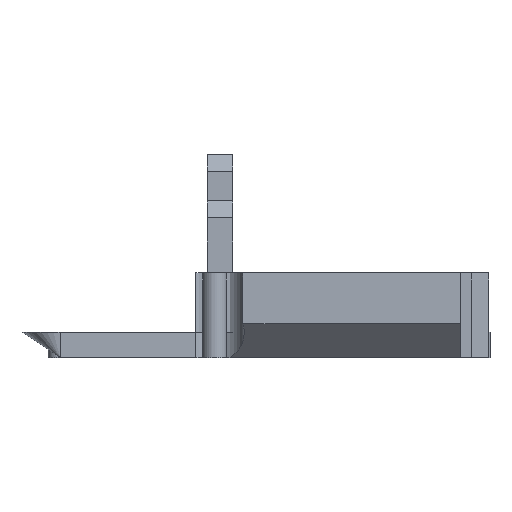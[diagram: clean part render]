
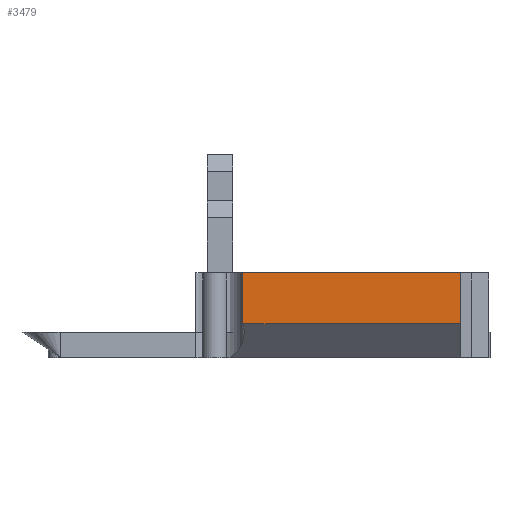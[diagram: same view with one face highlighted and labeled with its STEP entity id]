
A CAD part, front view. The second image highlights one B-rep face of the part: STEP entity #3479.
In plain terms, the highlighted planar face has unit normal (0, -1, 0).
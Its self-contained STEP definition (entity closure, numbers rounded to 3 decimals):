
#602 = PLANE('',#603);
#603 = AXIS2_PLACEMENT_3D('',#604,#605,#606);
#604 = CARTESIAN_POINT('',(16.558,1.353,10.));
#605 = DIRECTION('',(0.,0.,1.));
#606 = DIRECTION('',(-1.,0.,0.));
#910 = PLANE('',#911);
#911 = AXIS2_PLACEMENT_3D('',#912,#913,#914);
#912 = CARTESIAN_POINT('',(31.89,-18.514,0.));
#913 = DIRECTION('',(1.,0.,0.));
#914 = DIRECTION('',(0.,-1.,0.));
#968 = EDGE_CURVE('',#969,#971,#973,.T.);
#969 = VERTEX_POINT('',#970);
#970 = CARTESIAN_POINT('',(31.89,-18.514,4.));
#971 = VERTEX_POINT('',#972);
#972 = CARTESIAN_POINT('',(31.89,-18.514,10.));
#973 = SURFACE_CURVE('',#974,(#978,#985),.PCURVE_S1.);
#974 = LINE('',#975,#976);
#975 = CARTESIAN_POINT('',(31.89,-18.514,0.));
#976 = VECTOR('',#977,1.);
#977 = DIRECTION('',(0.,0.,1.));
#978 = PCURVE('',#910,#979);
#979 = DEFINITIONAL_REPRESENTATION('',(#980),#984);
#980 = LINE('',#981,#982);
#981 = CARTESIAN_POINT('',(0.,0.));
#982 = VECTOR('',#983,1.);
#983 = DIRECTION('',(0.,-1.));
#984 = ( GEOMETRIC_REPRESENTATION_CONTEXT(2) 
PARAMETRIC_REPRESENTATION_CONTEXT() REPRESENTATION_CONTEXT('2D SPACE',''
  ) );
#985 = PCURVE('',#986,#991);
#986 = PLANE('',#987);
#987 = AXIS2_PLACEMENT_3D('',#988,#989,#990);
#988 = CARTESIAN_POINT('',(6.2,-18.514,0.));
#989 = DIRECTION('',(0.,1.,0.));
#990 = DIRECTION('',(1.,0.,0.));
#991 = DEFINITIONAL_REPRESENTATION('',(#992),#996);
#992 = LINE('',#993,#994);
#993 = CARTESIAN_POINT('',(25.69,0.));
#994 = VECTOR('',#995,1.);
#995 = DIRECTION('',(0.,-1.));
#996 = ( GEOMETRIC_REPRESENTATION_CONTEXT(2) 
PARAMETRIC_REPRESENTATION_CONTEXT() REPRESENTATION_CONTEXT('2D SPACE',''
  ) );
#1057 = PLANE('',#1058);
#1058 = AXIS2_PLACEMENT_3D('',#1059,#1060,#1061);
#1059 = CARTESIAN_POINT('',(6.2,-16.514,2.));
#1060 = DIRECTION('',(0.,-0.707,-0.707));
#1061 = DIRECTION('',(1.,0.,0.));
#1075 = VERTEX_POINT('',#1076);
#1076 = CARTESIAN_POINT('',(6.2,-18.514,4.));
#1091 = CYLINDRICAL_SURFACE('',#1092,3.5);
#1092 = AXIS2_PLACEMENT_3D('',#1093,#1094,#1095);
#1093 = CARTESIAN_POINT('',(2.85,-17.5,0.));
#1094 = DIRECTION('',(0.,0.,-1.));
#1095 = DIRECTION('',(0.,1.,0.));
#1131 = EDGE_CURVE('',#1075,#969,#1132,.T.);
#1132 = SURFACE_CURVE('',#1133,(#1137,#1144),.PCURVE_S1.);
#1133 = LINE('',#1134,#1135);
#1134 = CARTESIAN_POINT('',(6.2,-18.514,4.));
#1135 = VECTOR('',#1136,1.);
#1136 = DIRECTION('',(1.,0.,0.));
#1137 = PCURVE('',#1057,#1138);
#1138 = DEFINITIONAL_REPRESENTATION('',(#1139),#1143);
#1139 = LINE('',#1140,#1141);
#1140 = CARTESIAN_POINT('',(0.,2.828));
#1141 = VECTOR('',#1142,1.);
#1142 = DIRECTION('',(1.,0.));
#1143 = ( GEOMETRIC_REPRESENTATION_CONTEXT(2) 
PARAMETRIC_REPRESENTATION_CONTEXT() REPRESENTATION_CONTEXT('2D SPACE',''
  ) );
#1144 = PCURVE('',#986,#1145);
#1145 = DEFINITIONAL_REPRESENTATION('',(#1146),#1150);
#1146 = LINE('',#1147,#1148);
#1147 = CARTESIAN_POINT('',(0.,-4.));
#1148 = VECTOR('',#1149,1.);
#1149 = DIRECTION('',(1.,-0.));
#1150 = ( GEOMETRIC_REPRESENTATION_CONTEXT(2) 
PARAMETRIC_REPRESENTATION_CONTEXT() REPRESENTATION_CONTEXT('2D SPACE',''
  ) );
#1155 = EDGE_CURVE('',#1075,#1156,#1158,.T.);
#1156 = VERTEX_POINT('',#1157);
#1157 = CARTESIAN_POINT('',(6.2,-18.514,10.));
#1158 = SURFACE_CURVE('',#1159,(#1163,#1170),.PCURVE_S1.);
#1159 = LINE('',#1160,#1161);
#1160 = CARTESIAN_POINT('',(6.2,-18.514,0.));
#1161 = VECTOR('',#1162,1.);
#1162 = DIRECTION('',(0.,0.,1.));
#1163 = PCURVE('',#1091,#1164);
#1164 = DEFINITIONAL_REPRESENTATION('',(#1165),#1169);
#1165 = LINE('',#1166,#1167);
#1166 = CARTESIAN_POINT('',(-4.419,0.));
#1167 = VECTOR('',#1168,1.);
#1168 = DIRECTION('',(-0.,-1.));
#1169 = ( GEOMETRIC_REPRESENTATION_CONTEXT(2) 
PARAMETRIC_REPRESENTATION_CONTEXT() REPRESENTATION_CONTEXT('2D SPACE',''
  ) );
#1170 = PCURVE('',#986,#1171);
#1171 = DEFINITIONAL_REPRESENTATION('',(#1172),#1176);
#1172 = LINE('',#1173,#1174);
#1173 = CARTESIAN_POINT('',(0.,0.));
#1174 = VECTOR('',#1175,1.);
#1175 = DIRECTION('',(0.,-1.));
#1176 = ( GEOMETRIC_REPRESENTATION_CONTEXT(2) 
PARAMETRIC_REPRESENTATION_CONTEXT() REPRESENTATION_CONTEXT('2D SPACE',''
  ) );
#3368 = EDGE_CURVE('',#1156,#971,#3369,.T.);
#3369 = SURFACE_CURVE('',#3370,(#3374,#3381),.PCURVE_S1.);
#3370 = LINE('',#3371,#3372);
#3371 = CARTESIAN_POINT('',(6.2,-18.514,10.));
#3372 = VECTOR('',#3373,1.);
#3373 = DIRECTION('',(1.,0.,0.));
#3374 = PCURVE('',#602,#3375);
#3375 = DEFINITIONAL_REPRESENTATION('',(#3376),#3380);
#3376 = LINE('',#3377,#3378);
#3377 = CARTESIAN_POINT('',(10.358,19.866));
#3378 = VECTOR('',#3379,1.);
#3379 = DIRECTION('',(-1.,0.));
#3380 = ( GEOMETRIC_REPRESENTATION_CONTEXT(2) 
PARAMETRIC_REPRESENTATION_CONTEXT() REPRESENTATION_CONTEXT('2D SPACE',''
  ) );
#3381 = PCURVE('',#986,#3382);
#3382 = DEFINITIONAL_REPRESENTATION('',(#3383),#3387);
#3383 = LINE('',#3384,#3385);
#3384 = CARTESIAN_POINT('',(0.,-10.));
#3385 = VECTOR('',#3386,1.);
#3386 = DIRECTION('',(1.,0.));
#3387 = ( GEOMETRIC_REPRESENTATION_CONTEXT(2) 
PARAMETRIC_REPRESENTATION_CONTEXT() REPRESENTATION_CONTEXT('2D SPACE',''
  ) );
#3479 = ADVANCED_FACE('',(#3480),#986,.F.);
#3480 = FACE_BOUND('',#3481,.F.);
#3481 = EDGE_LOOP('',(#3482,#3483,#3484,#3485));
#3482 = ORIENTED_EDGE('',*,*,#1155,.T.);
#3483 = ORIENTED_EDGE('',*,*,#3368,.T.);
#3484 = ORIENTED_EDGE('',*,*,#968,.F.);
#3485 = ORIENTED_EDGE('',*,*,#1131,.F.);
